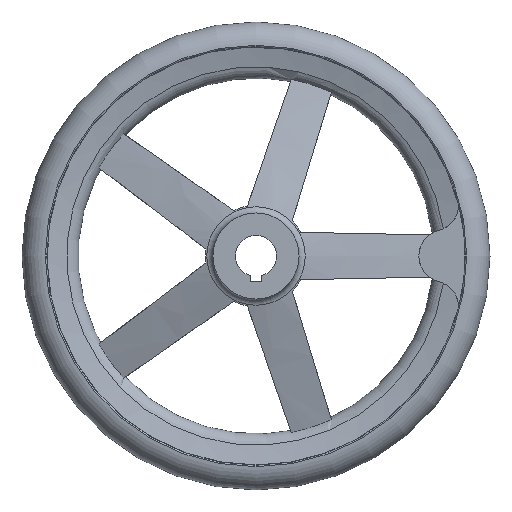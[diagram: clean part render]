
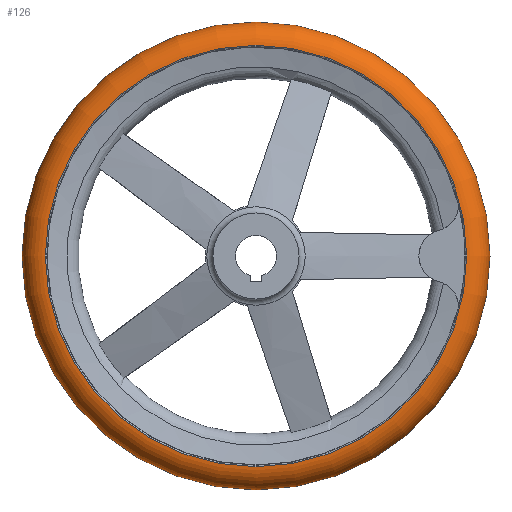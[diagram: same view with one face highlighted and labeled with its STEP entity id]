
A CAD part, front view. The second image highlights one B-rep face of the part: STEP entity #126.
In plain terms, the highlighted toroidal (fillet/blend) face has major radius 112 mm and minor radius 13 mm.
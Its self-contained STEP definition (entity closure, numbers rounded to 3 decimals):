
#126 = ADVANCED_FACE( '', ( #275, #276, #277 ), #278, .T. );
#275 = FACE_BOUND( '', #447, .T. );
#276 = FACE_OUTER_BOUND( '', #448, .T. );
#277 = FACE_OUTER_BOUND( '', #449, .T. );
#278 = TOROIDAL_SURFACE( '', #450, 112., 13. );
#447 = VERTEX_LOOP( '', #762 );
#448 = EDGE_LOOP( '', ( #763 ) );
#449 = EDGE_LOOP( '', ( #764 ) );
#450 = AXIS2_PLACEMENT_3D( '', #765, #766, #767 );
#762 = VERTEX_POINT( '', #1093 );
#763 = ORIENTED_EDGE( '', *, *, #1094, .T. );
#764 = ORIENTED_EDGE( '', *, *, #1002, .F. );
#765 = CARTESIAN_POINT( '', ( 0., 37., 0. ) );
#766 = DIRECTION( '', ( 0., -1., 0. ) );
#767 = DIRECTION( '', ( 0., 0., -1. ) );
#1002 = EDGE_CURVE( '', #1202, #1202, #1203, .T. );
#1093 = CARTESIAN_POINT( '', ( 0., 37., -125. ) );
#1094 = EDGE_CURVE( '', #1347, #1347, #1348, .T. );
#1202 = VERTEX_POINT( '', #1541 );
#1203 = CIRCLE( '', #1542, 112.542 );
#1347 = VERTEX_POINT( '', #2066 );
#1348 = CIRCLE( '', #2067, 112.542 );
#1541 = CARTESIAN_POINT( '', ( 0., 24.011, -112.542 ) );
#1542 = AXIS2_PLACEMENT_3D( '', #2305, #2306, #2307 );
#2066 = CARTESIAN_POINT( '', ( 0., 49.989, -112.542 ) );
#2067 = AXIS2_PLACEMENT_3D( '', #2400, #2401, #2402 );
#2305 = CARTESIAN_POINT( '', ( 0., 24.011, 0. ) );
#2306 = DIRECTION( '', ( 0., -1., 0. ) );
#2307 = DIRECTION( '', ( 0., 0., -1. ) );
#2400 = CARTESIAN_POINT( '', ( 0., 49.989, 0. ) );
#2401 = DIRECTION( '', ( 0., -1., 0. ) );
#2402 = DIRECTION( '', ( 0., 0., -1. ) );
